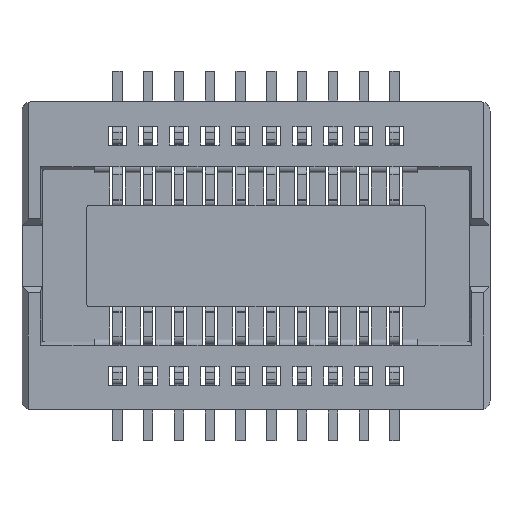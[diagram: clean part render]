
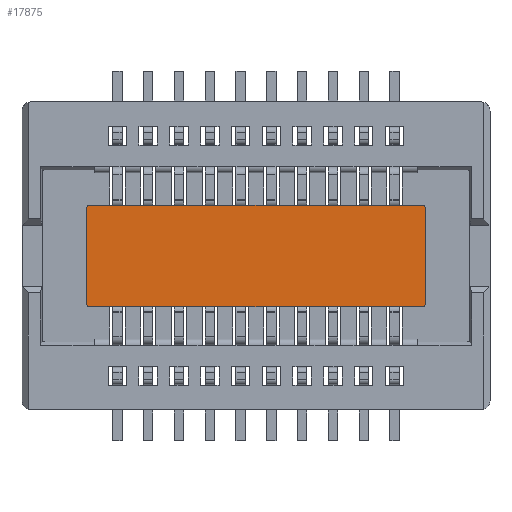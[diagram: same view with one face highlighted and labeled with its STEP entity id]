
A CAD part, top view. The second image highlights one B-rep face of the part: STEP entity #17875.
In plain terms, the highlighted planar face has unit normal (0, 0, 1).
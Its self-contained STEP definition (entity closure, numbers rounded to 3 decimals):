
#12=DIRECTION('',(0.,0.,1.));
#27=VECTOR('',#28,1.);
#28=DIRECTION('',(-1.,0.,0.));
#42=VECTOR('',#43,1.);
#43=DIRECTION('',(1.,0.,0.));
#51=DIRECTION('',(0.,1.,0.));
#63=DIRECTION('',(0.,-1.,0.));
#121=VECTOR('',#51,1.);
#156=VECTOR('',#63,1.);
#609=PLANE('',#610);
#610=AXIS2_PLACEMENT_3D('',#611,#12,#43);
#611=CARTESIAN_POINT('',(0.,0.,1.15));
#649=DIRECTION('',(0.,0.,-1.));
#7228=DIRECTION('',(0.,-0.,1.));
#7298=EDGE_CURVE('',#7299,#7301,#7303,.T.);
#7299=VERTEX_POINT('',#7300);
#7300=CARTESIAN_POINT('',(-2.7,-0.825,1.15));
#7301=VERTEX_POINT('',#7302);
#7302=CARTESIAN_POINT('',(2.7,-0.825,1.15));
#7303=LINE('',#7304,#42);
#7304=CARTESIAN_POINT('',(-2.75,-0.825,1.15));
#17737=EDGE_CURVE('',#17738,#17740,#17742,.T.);
#17738=VERTEX_POINT('',#17739);
#17739=CARTESIAN_POINT('',(2.7,0.825,1.15));
#17740=VERTEX_POINT('',#17741);
#17741=CARTESIAN_POINT('',(-2.7,0.825,1.15));
#17742=LINE('',#17743,#27);
#17743=CARTESIAN_POINT('',(2.75,0.825,1.15));
#17835=ORIENTED_EDGE('',*,*,#17836,.T.);
#17836=EDGE_CURVE('',#17740,#17837,#17839,.T.);
#17837=VERTEX_POINT('',#17838);
#17838=CARTESIAN_POINT('',(-2.75,0.775,1.15));
#17839=CIRCLE('',#17840,0.05);
#17840=AXIS2_PLACEMENT_3D('',#17841,#7228,#51);
#17841=CARTESIAN_POINT('',(-2.7,0.775,1.15));
#17851=EDGE_CURVE('',#17837,#17852,#17854,.T.);
#17852=VERTEX_POINT('',#17853);
#17853=CARTESIAN_POINT('',(-2.75,-0.775,1.15));
#17854=LINE('',#17855,#156);
#17855=CARTESIAN_POINT('',(-2.75,0.825,1.15));
#17866=EDGE_CURVE('',#7299,#17852,#17867,.T.);
#17867=CIRCLE('',#17868,0.05);
#17868=AXIS2_PLACEMENT_3D('',#17869,#649,#51);
#17869=CARTESIAN_POINT('',(-2.7,-0.775,1.15));
#17875=ADVANCED_FACE('',(#17876),#609,.T.);
#17876=FACE_BOUND('',#17877,.T.);
#17877=EDGE_LOOP('',(#17878,#17879,#17886,#17892,#17897,#17835,#17898,#17899));
#17878=ORIENTED_EDGE('',*,*,#7298,.T.);
#17879=ORIENTED_EDGE('',*,*,#17880,.T.);
#17880=EDGE_CURVE('',#7301,#17881,#17883,.T.);
#17881=VERTEX_POINT('',#17882);
#17882=CARTESIAN_POINT('',(2.75,-0.775,1.15));
#17883=CIRCLE('',#17884,0.05);
#17884=AXIS2_PLACEMENT_3D('',#17885,#7228,#51);
#17885=CARTESIAN_POINT('',(2.7,-0.775,1.15));
#17886=ORIENTED_EDGE('',*,*,#17887,.T.);
#17887=EDGE_CURVE('',#17881,#17888,#17890,.T.);
#17888=VERTEX_POINT('',#17889);
#17889=CARTESIAN_POINT('',(2.75,0.775,1.15));
#17890=LINE('',#17891,#121);
#17891=CARTESIAN_POINT('',(2.75,-0.825,1.15));
#17892=ORIENTED_EDGE('',*,*,#17893,.T.);
#17893=EDGE_CURVE('',#17888,#17738,#17894,.T.);
#17894=CIRCLE('',#17895,0.05);
#17895=AXIS2_PLACEMENT_3D('',#17896,#7228,#51);
#17896=CARTESIAN_POINT('',(2.7,0.775,1.15));
#17897=ORIENTED_EDGE('',*,*,#17737,.T.);
#17898=ORIENTED_EDGE('',*,*,#17851,.T.);
#17899=ORIENTED_EDGE('',*,*,#17866,.F.);
